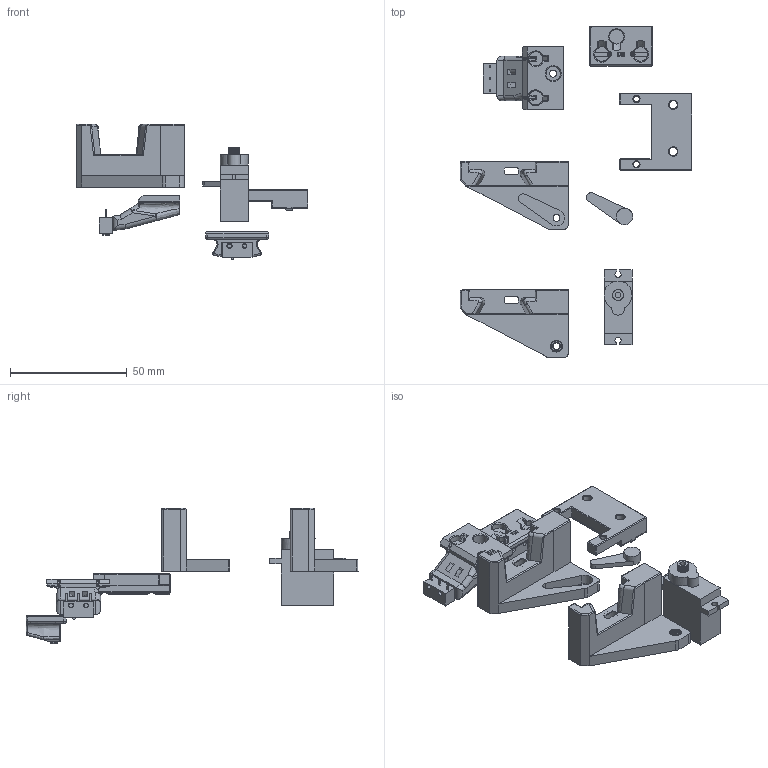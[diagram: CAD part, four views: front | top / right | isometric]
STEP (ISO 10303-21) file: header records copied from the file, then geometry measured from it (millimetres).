
FILE_DESCRIPTION(/* description */ (''),/* implementation_level */ '2;1');
FILE_NAME(/* name */ 'Voron0-ServoKlicky.step',/* time_stamp */ '2022-08-23T15:34:08+09:00',/* author */ (''),/* organization */ (''),/* preprocessor_version */ 'ST-DEVELOPER v19',/* originating_system */ 'Autodesk Translation Framework v11.7.0.108',/* authorisation */ '');
FILE_SCHEMA (('AUTOMOTIVE_DESIGN { 1 0 10303 214 3 1 1 }'));
Length unit declared in the file: millimetre
Products named in the file (14): 제목 없음; Probe Dock v2.1; Probe Dock v2.1_arm; servo_include arm; MG90S v3; KlickyProbe_Long_v2; D2F (3) (1); D2F_ACTUATOR (3) (1); D2F_BASE (3) (1); KlickyProbe_v2; D2F; D2F_ACTUATOR; D2F_BASE; Servo_mount
Assembly tree (13 placements, depth 4):
  제목 없음
    Probe Dock v2.1
    Probe Dock v2.1_arm
      servo_include arm
    MG90S v3
    KlickyProbe_Long_v2
      D2F (3) (1)
        D2F_ACTUATOR (3) (1)
        D2F_BASE (3) (1)
    KlickyProbe_v2
      D2F
        D2F_ACTUATOR
        D2F_BASE
    Servo_mount
Bounding box: 99.23 x 142.15 x 58.09 mm (x, y, z)
Volume: 43660.5 mm3; surface area: 21940.3 mm2
Topology: 11 solids, 11 shells, 783 faces, 2077 edges, 1326 vertices
Faces by surface type: plane 458, cylinder 206, bspline 68, cone 37, sphere 8, torus 6
Full cylindrical faces by diameter (mm): 1.6 x4, 1.8 x2, 2 x2, 2.5 x3, 2.9 x2, 3 x1, 3.5 x2, 6.1 x3, 7 x1, 7.5 x2
Entity records: 33352 total; most frequent: CARTESIAN_POINT 13740, ORIENTED_EDGE 4140, DIRECTION 3817, EDGE_CURVE 2070, VERTEX_POINT 1326, LINE 1321, VECTOR 1321, AXIS2_PLACEMENT_3D 1248
